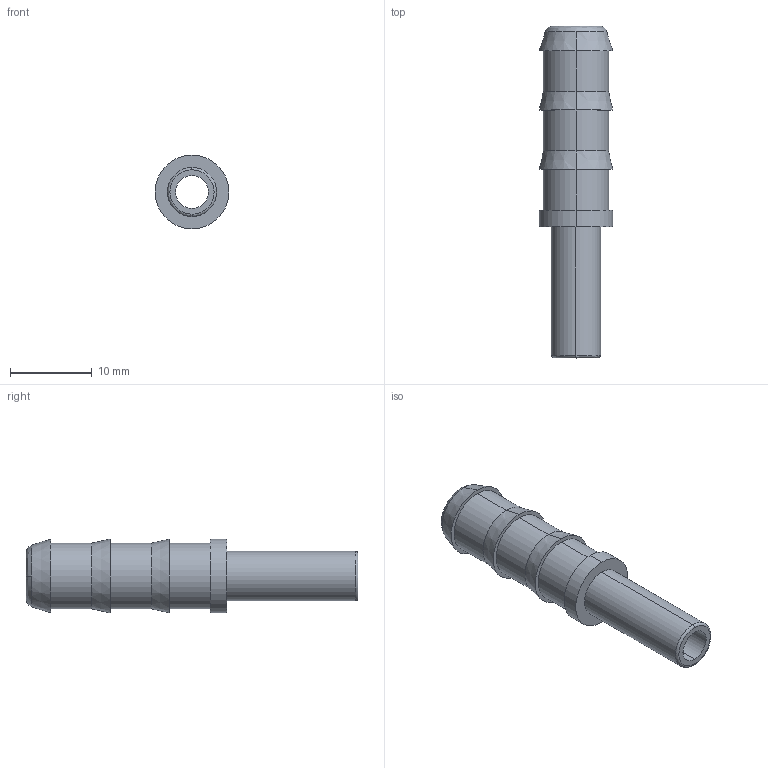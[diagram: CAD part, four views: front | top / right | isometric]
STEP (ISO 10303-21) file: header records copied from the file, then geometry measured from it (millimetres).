
FILE_DESCRIPTION (( 'STEP AP214' ), '1' );
FILE_NAME ('135400001GG00A.STEP', '2012-10-16T13:52:40', ( '' ), ( '' ), 'SwSTEP 2.0', 'SolidWorks 2012', '' );
FILE_SCHEMA (( 'AUTOMOTIVE_DESIGN' ));
Length unit declared in the file: millimetre
Products named in the file (1): 135400001GG00A
Bounding box: 9 x 40.5 x 9 mm (x, y, z)
Volume: 976.3 mm3; surface area: 1672.9 mm2
Topology: 1 solids, 1 shells, 33 faces, 68 edges, 42 vertices
Faces by surface type: cylinder 14, cone 8, plane 7, bspline 4
Entity records: 962 total; most frequent: CARTESIAN_POINT 228, DIRECTION 158, ORIENTED_EDGE 136, EDGE_CURVE 68, AXIS2_PLACEMENT_3D 68, VERTEX_POINT 42, EDGE_LOOP 40, CIRCLE 38
